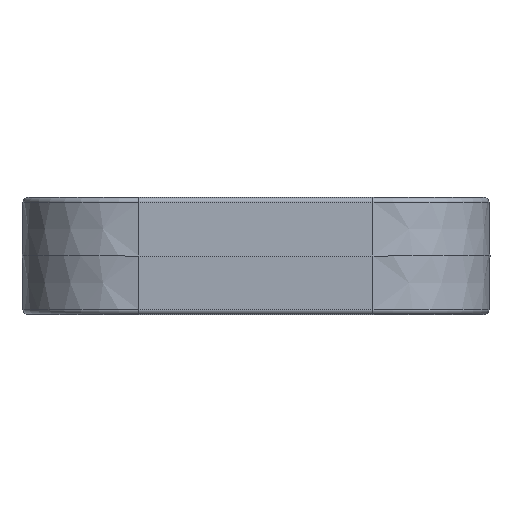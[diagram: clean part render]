
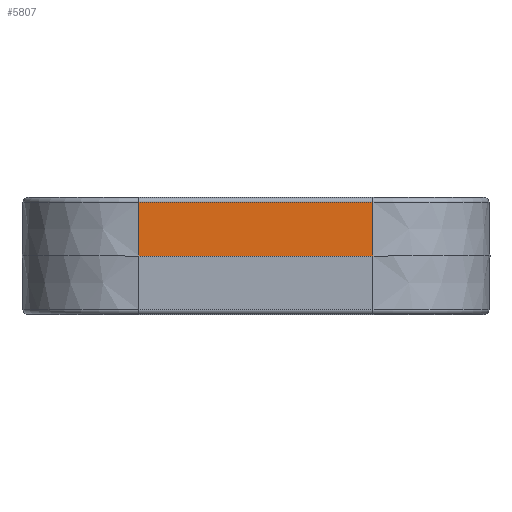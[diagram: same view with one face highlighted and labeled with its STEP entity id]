
A CAD part, front view. The second image highlights one B-rep face of the part: STEP entity #5807.
In plain terms, the highlighted planar face has unit normal (0, -1, 0.018).
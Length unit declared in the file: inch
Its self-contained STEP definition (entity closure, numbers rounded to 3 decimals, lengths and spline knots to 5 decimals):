
#595 = DIRECTION ( 'NONE',  ( -1., 0., 0. ) ) ;
#705 = CARTESIAN_POINT ( 'NONE',  ( -0.25, -1.24945, 0.03125 ) ) ;
#919 = CARTESIAN_POINT ( 'NONE',  ( 0.25, -1.25, 0. ) ) ;
#954 = ORIENTED_EDGE ( 'NONE', *, *, #3935, .T. ) ;
#1182 = LINE ( 'NONE', #5981, #8494 ) ;
#1620 = PLANE ( 'NONE',  #11385 ) ;
#1695 = FACE_OUTER_BOUND ( 'NONE', #6904, .T. ) ;
#3054 = VERTEX_POINT ( 'NONE', #919 ) ;
#3899 = CARTESIAN_POINT ( 'NONE',  ( 0., -1.24945, 0.03125 ) ) ;
#3935 = EDGE_CURVE ( 'NONE', #11136, #3054, #1182, .T. ) ;
#4127 = DIRECTION ( 'NONE',  ( 0., -1., 0.017 ) ) ;
#5184 = ORIENTED_EDGE ( 'NONE', *, *, #6695, .T. ) ;
#5398 = LINE ( 'NONE', #7681, #9403 ) ;
#5547 = DIRECTION ( 'NONE',  ( 0., 0.017, 1. ) ) ;
#5709 = VERTEX_POINT ( 'NONE', #6043 ) ;
#5807 = ADVANCED_FACE ( 'NONE', ( #1695 ), #1620, .T. ) ;
#5981 = CARTESIAN_POINT ( 'NONE',  ( 0., -1.25, 0. ) ) ;
#5982 = EDGE_CURVE ( 'NONE', #5709, #11136, #7868, .T. ) ;
#6043 = CARTESIAN_POINT ( 'NONE',  ( -0.25, -1.24799, 0.11517 ) ) ;
#6695 = EDGE_CURVE ( 'NONE', #7684, #5709, #5398, .T. ) ;
#6904 = EDGE_LOOP ( 'NONE', ( #9760, #5184, #12323, #954 ) ) ;
#7271 = DIRECTION ( 'NONE',  ( 0., -0.017, -1. ) ) ;
#7681 = CARTESIAN_POINT ( 'NONE',  ( -0.25, -1.24799, 0.11517 ) ) ;
#7684 = VERTEX_POINT ( 'NONE', #14072 ) ;
#7868 = LINE ( 'NONE', #705, #12543 ) ;
#7906 = EDGE_CURVE ( 'NONE', #3054, #7684, #12610, .T. ) ;
#8494 = VECTOR ( 'NONE', #10595, 39.37008 ) ;
#8923 = CARTESIAN_POINT ( 'NONE',  ( 0.25, -1.24945, 0.03125 ) ) ;
#9403 = VECTOR ( 'NONE', #595, 39.37008 ) ;
#9760 = ORIENTED_EDGE ( 'NONE', *, *, #7906, .T. ) ;
#10149 = CARTESIAN_POINT ( 'NONE',  ( -0.25, -1.25, 0. ) ) ;
#10595 = DIRECTION ( 'NONE',  ( 1., 0., 0. ) ) ;
#11136 = VERTEX_POINT ( 'NONE', #10149 ) ;
#11385 = AXIS2_PLACEMENT_3D ( 'NONE', #3899, #4127, #7271 ) ;
#12323 = ORIENTED_EDGE ( 'NONE', *, *, #5982, .T. ) ;
#12413 = DIRECTION ( 'NONE',  ( 0., -0.017, -1. ) ) ;
#12543 = VECTOR ( 'NONE', #12413, 39.37008 ) ;
#12610 = LINE ( 'NONE', #8923, #14362 ) ;
#14072 = CARTESIAN_POINT ( 'NONE',  ( 0.25, -1.24799, 0.11517 ) ) ;
#14362 = VECTOR ( 'NONE', #5547, 39.37008 ) ;
